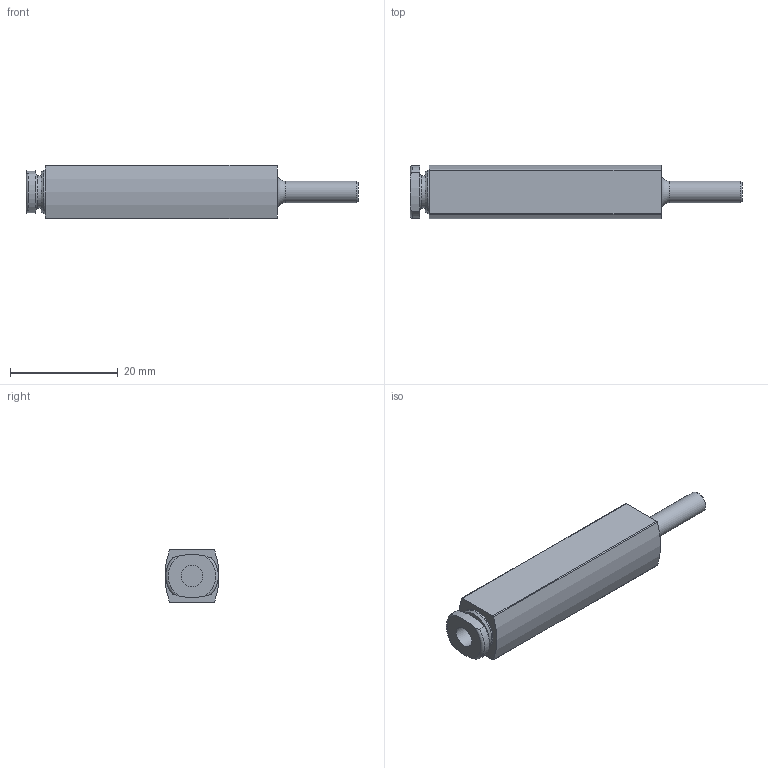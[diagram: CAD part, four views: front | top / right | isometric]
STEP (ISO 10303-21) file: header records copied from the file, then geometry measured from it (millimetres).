
FILE_DESCRIPTION(/* description */ ('STEP AP214'),/* implementation_level */ '2;1');
FILE_NAME(/* name */ '193588_VN-07-M-I2-PQ1-VT1',/* time_stamp */ '2024-09-17T00:20:21+02:00',/* author */ ('License CC BY-ND 4.0'),/* organization */ ('CADENAS'),/* preprocessor_version */ 'ST-DEVELOPER v19.3',/* originating_system */ 'PARTsolutions',/* authorisation */ ' ');
FILE_SCHEMA (('AUTOMOTIVE_DESIGN {1 0 10303 214 3 1 1}'));
Length unit declared in the file: millimetre
Products named in the file (1): 193588 VN-07-M-I2-PQ1-VT1
Bounding box: 61.6 x 10 x 10 mm (x, y, z)
Volume: 4393.3 mm3; surface area: 2150.5 mm2
Topology: 1 solids, 1 shells, 29 faces, 62 edges, 40 vertices
Faces by surface type: cylinder 14, plane 9, torus 4, cone 2
Full cylindrical faces by diameter (mm): 4 x2, 6.1 x1, 8 x1
Entity records: 999 total; most frequent: CARTESIAN_POINT 146, DIRECTION 144, ORIENTED_EDGE 108, AXIS2_PLACEMENT_3D 64, EDGE_CURVE 54, EDGE_LOOP 42, FACE_BOUND 42, VERTEX_POINT 40
